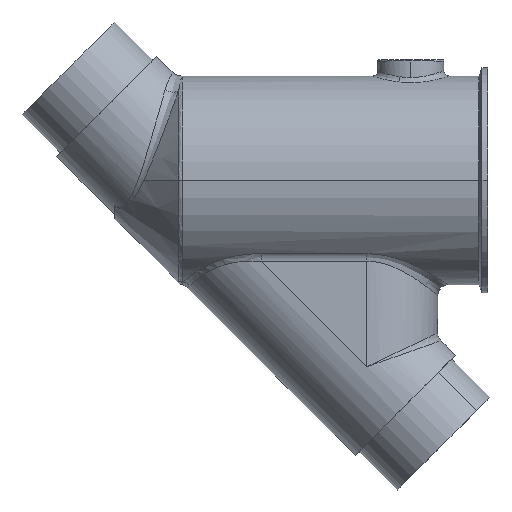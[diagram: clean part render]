
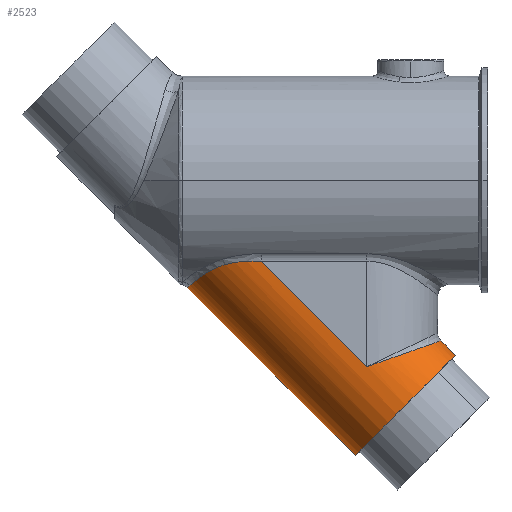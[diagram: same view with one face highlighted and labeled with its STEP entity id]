
A CAD part, top view. The second image highlights one B-rep face of the part: STEP entity #2523.
In plain terms, the highlighted cylindrical face has radius 40.945 mm (diameter 81.89 mm), a partial arc.
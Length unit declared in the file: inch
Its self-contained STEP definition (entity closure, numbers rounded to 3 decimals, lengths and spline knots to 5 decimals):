
#32 = VERTEX_POINT ( 'NONE', #313 ) ;
#94 = DIRECTION ( 'NONE',  ( -0.707, -0.707, 0. ) ) ;
#114 = CYLINDRICAL_SURFACE ( 'NONE', #781, 1.612 ) ;
#124 = CARTESIAN_POINT ( 'NONE',  ( 0.20293, -2.414, 0.40104 ) ) ;
#144 = ORIENTED_EDGE ( 'NONE', *, *, #726, .T. ) ;
#176 = CARTESIAN_POINT ( 'NONE',  ( 5.12652, -5.12652, 1.612 ) ) ;
#190 = CARTESIAN_POINT ( 'NONE',  ( 1.1729, -1.88407, 1.53169 ) ) ;
#195 = CARTESIAN_POINT ( 'NONE',  ( 0.52019, -2.15492, 1.1238 ) ) ;
#197 = VECTOR ( 'NONE', #881, 39.37008 ) ;
#257 = AXIS2_PLACEMENT_3D ( 'NONE', #1139, #2914, #1388 ) ;
#313 = CARTESIAN_POINT ( 'NONE',  ( 0.16268, -2.44239, 0. ) ) ;
#355 = CARTESIAN_POINT ( 'NONE',  ( 5.12652, -5.12652, 0. ) ) ;
#391 = CARTESIAN_POINT ( 'NONE',  ( 0.22056, -2.39717, 0.47929 ) ) ;
#438 = DIRECTION ( 'NONE',  ( -0.707, 0.707, 0. ) ) ;
#452 = CARTESIAN_POINT ( 'NONE',  ( 1.0627, -1.90916, 1.49735 ) ) ;
#458 = CARTESIAN_POINT ( 'NONE',  ( 0.46648, -2.19186, 1.05465 ) ) ;
#582 = CARTESIAN_POINT ( 'NONE',  ( 6.26638, -3.98667, 0. ) ) ;
#633 = B_SPLINE_CURVE_WITH_KNOTS ( 'NONE', 3,
 ( #391, #124, #2947, #1421, #3204, #1690 ),
 .UNSPECIFIED., .F., .F.,
 ( 4, 2, 4 ),
 ( 0., 0.00616, 0.01231 ),
 .UNSPECIFIED. ) ;
#662 = ORIENTED_EDGE ( 'NONE', *, *, #2623, .T. ) ;
#715 = CARTESIAN_POINT ( 'NONE',  ( 0.93643, -1.94737, 1.44551 ) ) ;
#719 = CARTESIAN_POINT ( 'NONE',  ( 0.39566, -2.245, 0.94379 ) ) ;
#726 = EDGE_CURVE ( 'NONE', #1998, #3137, #748, .T. ) ;
#747 = CARTESIAN_POINT ( 'NONE',  ( 1.85029, -1.85029, 1.612 ) ) ;
#748 =( BOUNDED_CURVE ( )  B_SPLINE_CURVE ( 3, ( #837, #2112, #1857, #1095 ),
 .UNSPECIFIED., .F., .F. ) 
 B_SPLINE_CURVE_WITH_KNOTS ( ( 4, 4 ),
 ( 0., 1.5708 ),
 .UNSPECIFIED. ) 
 CURVE ( )  GEOMETRIC_REPRESENTATION_ITEM ( )  RATIONAL_B_SPLINE_CURVE ( ( 1., 0.805, 0.805, 1. ) ) 
 REPRESENTATION_ITEM ( '' )  );
#781 = AXIS2_PLACEMENT_3D ( 'NONE', #355, #2662, #94 ) ;
#793 = LINE ( 'NONE', #3175, #197 ) ;
#821 = VERTEX_POINT ( 'NONE', #2993 ) ;
#837 = CARTESIAN_POINT ( 'NONE',  ( 5.93522, -3.65551, 0. ) ) ;
#857 = CARTESIAN_POINT ( 'NONE',  ( 6.26638, -3.98667, 0. ) ) ;
#881 = DIRECTION ( 'NONE',  ( -0.707, 0.707, 0. ) ) ;
#916 = ORIENTED_EDGE ( 'NONE', *, *, #2952, .T. ) ;
#937 = ORIENTED_EDGE ( 'NONE', *, *, #2485, .F. ) ;
#969 = CARTESIAN_POINT ( 'NONE',  ( 0.85607, -1.97755, 1.40363 ) ) ;
#980 = CARTESIAN_POINT ( 'NONE',  ( 0.33479, -2.29447, 0.82501 ) ) ;
#1054 = CARTESIAN_POINT ( 'NONE',  ( 0.22056, -2.39717, 0.47929 ) ) ;
#1078 = VECTOR ( 'NONE', #2637, 39.37008 ) ;
#1095 = CARTESIAN_POINT ( 'NONE',  ( 4.25, -4.25, 1.612 ) ) ;
#1115 = CARTESIAN_POINT ( 'NONE',  ( 1.75531, -1.84346, 1.612 ) ) ;
#1139 = CARTESIAN_POINT ( 'NONE',  ( 5.12652, -5.12652, 0. ) ) ;
#1220 = CARTESIAN_POINT ( 'NONE',  ( 1.47288, -1.8446, 1.5919 ) ) ;
#1228 = CARTESIAN_POINT ( 'NONE',  ( 0.79834, -2.00176, 1.36929 ) ) ;
#1235 = CARTESIAN_POINT ( 'NONE',  ( 0.26713, -2.35328, 0.65692 ) ) ;
#1315 = ORIENTED_EDGE ( 'NONE', *, *, #2766, .T. ) ;
#1388 = DIRECTION ( 'NONE',  ( 0.707, 0.707, 0. ) ) ;
#1421 = CARTESIAN_POINT ( 'NONE',  ( 0.16822, -2.43923, 0.16223 ) ) ;
#1429 = EDGE_LOOP ( 'NONE', ( #937, #2470, #144, #1315, #916, #662, #1743 ) ) ;
#1471 = CARTESIAN_POINT ( 'NONE',  ( 1.26384, -1.868, 1.55448 ) ) ;
#1478 = CARTESIAN_POINT ( 'NONE',  ( 0.63909, -2.08022, 1.25255 ) ) ;
#1488 = CARTESIAN_POINT ( 'NONE',  ( 0.22056, -2.39717, 0.47929 ) ) ;
#1524 = VERTEX_POINT ( 'NONE', #1054 ) ;
#1556 = CIRCLE ( 'NONE', #257, 1.612 ) ;
#1690 = CARTESIAN_POINT ( 'NONE',  ( 0.16268, -2.44239, 0. ) ) ;
#1738 = CARTESIAN_POINT ( 'NONE',  ( 1.19538, -1.87969, 1.53779 ) ) ;
#1743 = ORIENTED_EDGE ( 'NONE', *, *, #2529, .F. ) ;
#1747 = CARTESIAN_POINT ( 'NONE',  ( 0.54876, -2.13621, 1.1572 ) ) ;
#1805 = CARTESIAN_POINT ( 'NONE',  ( 5.93522, -3.65551, 0. ) ) ;
#1857 = CARTESIAN_POINT ( 'NONE',  ( 5.23718, -3.90176, 1.612 ) ) ;
#1937 = VECTOR ( 'NONE', #438, 39.37008 ) ;
#1996 = CARTESIAN_POINT ( 'NONE',  ( 1.10619, -1.89826, 1.51211 ) ) ;
#1998 = VERTEX_POINT ( 'NONE', #1805 ) ;
#2005 = CARTESIAN_POINT ( 'NONE',  ( 0.50641, -2.16422, 1.10677 ) ) ;
#2012 = LINE ( 'NONE', #176, #1937 ) ;
#2052 = VERTEX_POINT ( 'NONE', #582 ) ;
#2112 = CARTESIAN_POINT ( 'NONE',  ( 5.93522, -3.65551, 0.94429 ) ) ;
#2169 = FACE_OUTER_BOUND ( 'NONE', #1429, .T. ) ;
#2216 = B_SPLINE_CURVE_WITH_KNOTS ( 'NONE', 3,
 ( #2888, #1115, #2746, #1220, #2996, #1471, #3257, #1738, #190, #1996, #452, #2240, #715, #2498, #969, #2753, #1228, #3006, #1478, #3264, #1747, #195, #2005, #458, #2250, #719, #2504, #980, #2758, #1235, #3013, #1488 ),
 .UNSPECIFIED., .F., .F.,
 ( 4, 2, 2, 2, 2, 2, 2, 2, 2, 2, 2, 2, 2, 2, 2, 4 ),
 ( 0., 0.00719, 0.01438, 0.01617, 0.01797, 0.02156, 0.02516, 0.02695, 0.02875, 0.03594, 0.03773, 0.03953, 0.04313, 0.04672, 0.05031, 0.0575 ),
 .UNSPECIFIED. ) ;
#2240 = CARTESIAN_POINT ( 'NONE',  ( 0.97783, -1.93371, 1.46406 ) ) ;
#2250 = CARTESIAN_POINT ( 'NONE',  ( 0.44174, -2.20994, 1.01857 ) ) ;
#2470 = ORIENTED_EDGE ( 'NONE', *, *, #2805, .T. ) ;
#2485 = EDGE_CURVE ( 'NONE', #2052, #821, #1556, .T. ) ;
#2498 = CARTESIAN_POINT ( 'NONE',  ( 0.87599, -1.96975, 1.41452 ) ) ;
#2504 = CARTESIAN_POINT ( 'NONE',  ( 0.37432, -2.26198, 0.90508 ) ) ;
#2523 = ADVANCED_FACE ( 'NONE', ( #2169 ), #114, .T. ) ;
#2529 = EDGE_CURVE ( 'NONE', #821, #32, #793, .T. ) ;
#2623 = EDGE_CURVE ( 'NONE', #1524, #32, #633, .T. ) ;
#2637 = DIRECTION ( 'NONE',  ( -0.707, 0.707, 0. ) ) ;
#2662 = DIRECTION ( 'NONE',  ( -0.707, 0.707, 0. ) ) ;
#2746 = CARTESIAN_POINT ( 'NONE',  ( 1.66077, -1.84054, 1.60843 ) ) ;
#2753 = CARTESIAN_POINT ( 'NONE',  ( 0.81727, -1.99354, 1.38103 ) ) ;
#2758 = CARTESIAN_POINT ( 'NONE',  ( 0.31655, -2.31003, 0.78347 ) ) ;
#2766 = EDGE_CURVE ( 'NONE', #3137, #3074, #2012, .T. ) ;
#2805 = EDGE_CURVE ( 'NONE', #2052, #1998, #3110, .T. ) ;
#2888 = CARTESIAN_POINT ( 'NONE',  ( 1.85029, -1.85029, 1.612 ) ) ;
#2914 = DIRECTION ( 'NONE',  ( 0.707, -0.707, 0. ) ) ;
#2947 = CARTESIAN_POINT ( 'NONE',  ( 0.18838, -2.42508, 0.32198 ) ) ;
#2952 = EDGE_CURVE ( 'NONE', #3074, #1524, #2216, .T. ) ;
#2993 = CARTESIAN_POINT ( 'NONE',  ( 3.98667, -6.26638, 0. ) ) ;
#2996 = CARTESIAN_POINT ( 'NONE',  ( 1.37952, -1.85158, 1.57895 ) ) ;
#3006 = CARTESIAN_POINT ( 'NONE',  ( 0.70589, -2.04373, 1.30836 ) ) ;
#3013 = CARTESIAN_POINT ( 'NONE',  ( 0.2409, -2.37776, 0.56957 ) ) ;
#3062 = CARTESIAN_POINT ( 'NONE',  ( 4.25, -4.25, 1.612 ) ) ;
#3074 = VERTEX_POINT ( 'NONE', #747 ) ;
#3110 = LINE ( 'NONE', #857, #1078 ) ;
#3137 = VERTEX_POINT ( 'NONE', #3062 ) ;
#3175 = CARTESIAN_POINT ( 'NONE',  ( 3.98667, -6.26638, 0. ) ) ;
#3204 = CARTESIAN_POINT ( 'NONE',  ( 0.16268, -2.44239, 0.08154 ) ) ;
#3257 = CARTESIAN_POINT ( 'NONE',  ( 1.24083, -1.87166, 1.54918 ) ) ;
#3264 = CARTESIAN_POINT ( 'NONE',  ( 0.56351, -2.12682, 1.17351 ) ) ;
